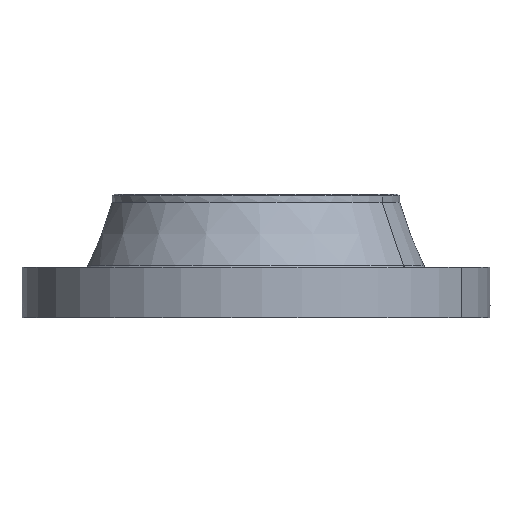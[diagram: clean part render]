
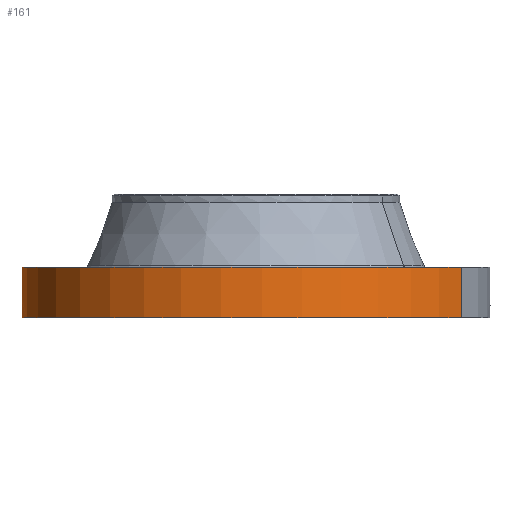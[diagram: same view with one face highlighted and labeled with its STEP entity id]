
A CAD part, left-side view. The second image highlights one B-rep face of the part: STEP entity #161.
In plain terms, the highlighted cylindrical face has radius 222.25 mm (diameter 444.5 mm), a partial arc.
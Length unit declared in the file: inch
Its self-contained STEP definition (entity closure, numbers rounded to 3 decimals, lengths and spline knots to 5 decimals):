
#38=AXIS2_PLACEMENT_3D('Cylinder Axis2P3D',#35,#36,#37) ;
#42=AXIS2_PLACEMENT_3D('Circle Axis2P3D',#40,#41,$) ;
#58=AXIS2_PLACEMENT_3D('Circle Axis2P3D',#56,#57,$) ;
#35=CARTESIAN_POINT('Axis2P3D Location',(0.,0.,2.37)) ;
#40=CARTESIAN_POINT('Axis2P3D Location',(0.,0.,0.06)) ;
#44=CARTESIAN_POINT('Vertex',(-4.19497,-7.67885,0.06)) ;
#46=CARTESIAN_POINT('Vertex',(4.19497,7.67885,0.06)) ;
#49=CARTESIAN_POINT('Line Origine',(-4.19497,-7.67885,1.)) ;
#53=CARTESIAN_POINT('Vertex',(-4.19497,-7.67885,1.94)) ;
#56=CARTESIAN_POINT('Axis2P3D Location',(0.,0.,1.94)) ;
#60=CARTESIAN_POINT('Vertex',(4.19497,7.67885,1.94)) ;
#63=CARTESIAN_POINT('Line Origine',(4.19497,7.67885,1.)) ;
#75=CARTESIAN_POINT('Control Point',(-0.05811,8.74981,1.28931)) ;
#76=CARTESIAN_POINT('Control Point',(-0.03915,8.74993,1.29247)) ;
#77=CARTESIAN_POINT('Control Point',(-0.01994,8.75,1.29408)) ;
#78=CARTESIAN_POINT('Control Point',(-0.00072,8.75,1.29412)) ;
#79=CARTESIAN_POINT('Vertex',(-0.0581,8.74981,1.28932)) ;
#81=CARTESIAN_POINT('Vertex',(-0.00072,8.75,1.29412)) ;
#85=CARTESIAN_POINT('Control Point',(-0.0581,8.74981,1.28931)) ;
#86=CARTESIAN_POINT('Control Point',(-0.09749,8.74955,1.28448)) ;
#87=CARTESIAN_POINT('Control Point',(-0.13613,8.74901,1.27247)) ;
#88=CARTESIAN_POINT('Control Point',(-0.17161,8.74832,1.25416)) ;
#89=CARTESIAN_POINT('Vertex',(-0.17161,8.74832,1.25416)) ;
#93=CARTESIAN_POINT('Control Point',(-0.03027,8.74995,0.53113)) ;
#94=CARTESIAN_POINT('Control Point',(-0.08651,8.74975,0.53829)) ;
#95=CARTESIAN_POINT('Control Point',(-0.14116,8.74911,0.5559)) ;
#96=CARTESIAN_POINT('Control Point',(-0.19148,8.74808,0.58347)) ;
#97=CARTESIAN_POINT('Control Point',(-0.26459,8.74613,0.64288)) ;
#98=CARTESIAN_POINT('Control Point',(-0.31653,8.74431,0.71921)) ;
#99=CARTESIAN_POINT('Control Point',(-0.33358,8.74366,0.75188)) ;
#100=CARTESIAN_POINT('Control Point',(-0.36898,8.74225,0.84404)) ;
#101=CARTESIAN_POINT('Control Point',(-0.3751,8.74194,0.94268)) ;
#102=CARTESIAN_POINT('Control Point',(-0.36695,8.74232,1.00433)) ;
#103=CARTESIAN_POINT('Control Point',(-0.33364,8.74374,1.10229)) ;
#104=CARTESIAN_POINT('Control Point',(-0.27097,8.74586,1.18272)) ;
#105=CARTESIAN_POINT('Control Point',(-0.24123,8.74676,1.21147)) ;
#106=CARTESIAN_POINT('Control Point',(-0.20777,8.74761,1.23551)) ;
#107=CARTESIAN_POINT('Control Point',(-0.17161,8.74832,1.25416)) ;
#108=CARTESIAN_POINT('Vertex',(-0.03027,8.74995,0.53113)) ;
#112=CARTESIAN_POINT('Control Point',(-0.03027,8.74995,0.53113)) ;
#113=CARTESIAN_POINT('Control Point',(-0.02017,8.74998,0.53087)) ;
#114=CARTESIAN_POINT('Control Point',(-0.01007,8.75,0.53095)) ;
#115=CARTESIAN_POINT('Control Point',(0.,8.75,0.53137)) ;
#116=CARTESIAN_POINT('Vertex',(0.,8.75,0.53137)) ;
#120=CARTESIAN_POINT('Control Point',(0.19328,8.74786,0.58621)) ;
#121=CARTESIAN_POINT('Control Point',(0.14926,8.74884,0.56134)) ;
#122=CARTESIAN_POINT('Control Point',(0.10117,8.74961,0.54354)) ;
#123=CARTESIAN_POINT('Control Point',(0.05082,8.75,0.53353)) ;
#124=CARTESIAN_POINT('Control Point',(0.,8.75,0.53137)) ;
#125=CARTESIAN_POINT('Vertex',(0.19328,8.74786,0.58621)) ;
#129=CARTESIAN_POINT('Control Point',(0.19328,8.74786,0.58621)) ;
#130=CARTESIAN_POINT('Control Point',(0.22232,8.74722,0.60261)) ;
#131=CARTESIAN_POINT('Control Point',(0.2497,8.7465,0.6219)) ;
#132=CARTESIAN_POINT('Control Point',(0.27503,8.74572,0.64391)) ;
#133=CARTESIAN_POINT('Control Point',(0.34196,8.74346,0.71555)) ;
#134=CARTESIAN_POINT('Control Point',(0.38472,8.74158,0.80522)) ;
#135=CARTESIAN_POINT('Control Point',(0.39982,8.74085,0.8696)) ;
#136=CARTESIAN_POINT('Control Point',(0.40074,8.74085,0.9839)) ;
#137=CARTESIAN_POINT('Control Point',(0.36068,8.74259,1.08863)) ;
#138=CARTESIAN_POINT('Control Point',(0.33643,8.7436,1.1301)) ;
#139=CARTESIAN_POINT('Control Point',(0.26754,8.74613,1.21399)) ;
#140=CARTESIAN_POINT('Control Point',(0.1746,8.74851,1.26871)) ;
#141=CARTESIAN_POINT('Control Point',(0.11743,8.74951,1.28858)) ;
#142=CARTESIAN_POINT('Control Point',(0.05827,8.75,1.29701)) ;
#143=CARTESIAN_POINT('Control Point',(-0.00003,8.75,1.29415)) ;
#144=CARTESIAN_POINT('Vertex',(-0.00003,8.75,1.29415)) ;
#148=CARTESIAN_POINT('Control Point',(-0.00072,8.75,1.29412)) ;
#149=CARTESIAN_POINT('Control Point',(-0.00037,8.75,1.29414)) ;
#150=CARTESIAN_POINT('Control Point',(-0.00003,8.75,1.29415)) ;
#36=DIRECTION('Axis2P3D Direction',(0.,0.,-0.039)) ;
#37=DIRECTION('Axis2P3D XDirection',(0.019,0.035,0.)) ;
#41=DIRECTION('Axis2P3D Direction',(0.,0.,-0.039)) ;
#50=DIRECTION('Vector Direction',(0.,0.,-0.039)) ;
#57=DIRECTION('Axis2P3D Direction',(0.,0.,-0.039)) ;
#64=DIRECTION('Vector Direction',(0.,0.,-0.039)) ;
#51=VECTOR('Line Direction',#50,0.03937) ;
#65=VECTOR('Line Direction',#64,0.03937) ;
#69=ORIENTED_EDGE('',*,*,#48,.F.) ;
#70=ORIENTED_EDGE('',*,*,#55,.T.) ;
#71=ORIENTED_EDGE('',*,*,#62,.T.) ;
#72=ORIENTED_EDGE('',*,*,#67,.F.) ;
#153=ORIENTED_EDGE('',*,*,#83,.F.) ;
#154=ORIENTED_EDGE('',*,*,#91,.T.) ;
#155=ORIENTED_EDGE('',*,*,#110,.F.) ;
#156=ORIENTED_EDGE('',*,*,#118,.T.) ;
#157=ORIENTED_EDGE('',*,*,#127,.F.) ;
#158=ORIENTED_EDGE('',*,*,#146,.T.) ;
#159=ORIENTED_EDGE('',*,*,#151,.F.) ;
#160=FACE_BOUND('',#152,.T.) ;
#161=ADVANCED_FACE('PartBody',(#73,#160),#39,.T.) ;
#74=B_SPLINE_CURVE_WITH_KNOTS('',3,(#75,#76,#77,#78),.UNSPECIFIED.,.F.,.U.,(4,4),(4.38916,6.52136),.UNSPECIFIED.) ;
#84=B_SPLINE_CURVE_WITH_KNOTS('',3,(#85,#86,#87,#88),.UNSPECIFIED.,.F.,.U.,(4,4),(0.,4.45942),.UNSPECIFIED.) ;
#92=B_SPLINE_CURVE_WITH_KNOTS('',5,(#93,#94,#95,#96,#97,#98,#99,#100,#101,#102,#103,#104,#105,#106,#107),.UNSPECIFIED.,.F.,.U.,(6,3,3,3,6),(0.,9.85389,16.43108,27.59416,35.16809),.UNSPECIFIED.) ;
#111=B_SPLINE_CURVE_WITH_KNOTS('',3,(#112,#113,#114,#115),.UNSPECIFIED.,.F.,.U.,(4,4),(0.,1.05296),.UNSPECIFIED.) ;
#119=B_SPLINE_CURVE_WITH_KNOTS('',4,(#120,#121,#122,#123,#124),.UNSPECIFIED.,.F.,.U.,(5,5),(0.,7.08198),.UNSPECIFIED.) ;
#128=B_SPLINE_CURVE_WITH_KNOTS('',5,(#129,#130,#131,#132,#133,#134,#135,#136,#137,#138,#139,#140,#141,#142,#143),.UNSPECIFIED.,.F.,.U.,(6,3,3,3,6),(0.,5.83917,17.10076,25.56378,36.46078),.UNSPECIFIED.) ;
#147=B_SPLINE_CURVE_WITH_KNOTS('',2,(#148,#149,#150),.UNSPECIFIED.,.F.,.U.,(3,3),(1.04631,1.07212),.UNSPECIFIED.) ;
#43=CIRCLE('generated circle',#42,8.75) ;
#59=CIRCLE('generated circle',#58,8.75) ;
#39=CYLINDRICAL_SURFACE('generated cylinder',#38,8.75) ;
#48=EDGE_CURVE('',#45,#47,#43,.T.) ;
#55=EDGE_CURVE('',#45,#54,#52,.F.) ;
#62=EDGE_CURVE('',#54,#61,#59,.T.) ;
#67=EDGE_CURVE('',#47,#61,#66,.F.) ;
#83=EDGE_CURVE('',#80,#82,#74,.T.) ;
#91=EDGE_CURVE('',#80,#90,#84,.T.) ;
#110=EDGE_CURVE('',#109,#90,#92,.T.) ;
#118=EDGE_CURVE('',#109,#117,#111,.T.) ;
#127=EDGE_CURVE('',#126,#117,#119,.T.) ;
#146=EDGE_CURVE('',#126,#145,#128,.T.) ;
#151=EDGE_CURVE('',#82,#145,#147,.T.) ;
#68=EDGE_LOOP('',(#69,#70,#71,#72)) ;
#152=EDGE_LOOP('',(#153,#154,#155,#156,#157,#158,#159)) ;
#73=FACE_OUTER_BOUND('',#68,.T.) ;
#52=LINE('Line',#49,#51) ;
#66=LINE('Line',#63,#65) ;
#45=VERTEX_POINT('',#44) ;
#47=VERTEX_POINT('',#46) ;
#54=VERTEX_POINT('',#53) ;
#61=VERTEX_POINT('',#60) ;
#80=VERTEX_POINT('',#79) ;
#82=VERTEX_POINT('',#81) ;
#90=VERTEX_POINT('',#89) ;
#109=VERTEX_POINT('',#108) ;
#117=VERTEX_POINT('',#116) ;
#126=VERTEX_POINT('',#125) ;
#145=VERTEX_POINT('',#144) ;
